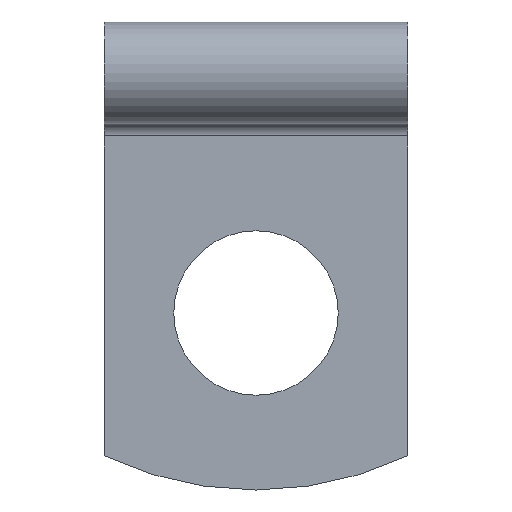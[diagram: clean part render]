
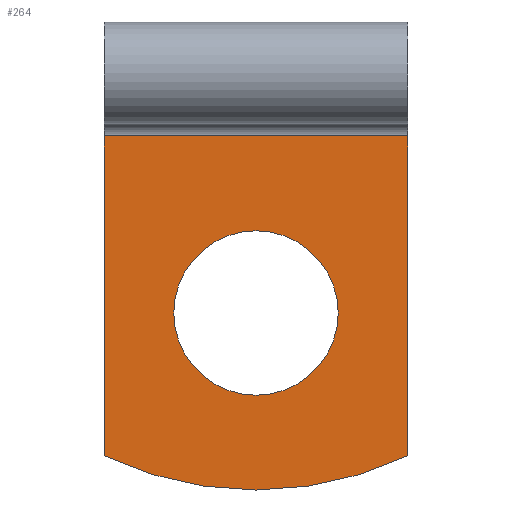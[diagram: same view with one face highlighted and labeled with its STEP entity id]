
A CAD part, left-side view. The second image highlights one B-rep face of the part: STEP entity #264.
In plain terms, the highlighted planar face has unit normal (-1, 0, 0).
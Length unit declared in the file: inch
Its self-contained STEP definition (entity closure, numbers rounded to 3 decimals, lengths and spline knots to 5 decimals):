
#11 = AXIS2_PLACEMENT_3D ( 'NONE', #640, #641, #694 ) ;
#64 = EDGE_CURVE ( 'NONE', #139, #667, #455, .T. ) ;
#81 = CARTESIAN_POINT ( 'NONE',  ( 0.0305, 0., -0.593 ) ) ;
#98 = ORIENTED_EDGE ( 'NONE', *, *, #586, .T. ) ;
#108 = ORIENTED_EDGE ( 'NONE', *, *, #651, .F. ) ;
#114 = DIRECTION ( 'NONE',  ( 0., 0., 1. ) ) ;
#139 = VERTEX_POINT ( 'NONE', #435 ) ;
#143 = DIRECTION ( 'NONE',  ( 0., 0., 1. ) ) ;
#157 = AXIS2_PLACEMENT_3D ( 'NONE', #81, #486, #143 ) ;
#158 = LINE ( 'NONE', #237, #597 ) ;
#163 = CARTESIAN_POINT ( 'NONE',  ( 0.0305, 0.375, -0.1559 ) ) ;
#168 = ORIENTED_EDGE ( 'NONE', *, *, #393, .T. ) ;
#200 = VERTEX_POINT ( 'NONE', #163 ) ;
#214 = DIRECTION ( 'NONE',  ( 0., 0., 1. ) ) ;
#221 = AXIS2_PLACEMENT_3D ( 'NONE', #307, #680, #589 ) ;
#237 = CARTESIAN_POINT ( 'NONE',  ( 0.0305, 0.375, -0.1559 ) ) ;
#241 = CARTESIAN_POINT ( 'NONE',  ( 0.0305, 0., -0.796 ) ) ;
#264 = ADVANCED_FACE ( 'NONE', ( #625, #366 ), #356, .F. ) ;
#275 = CARTESIAN_POINT ( 'NONE',  ( 0.0305, 0., -0.593 ) ) ;
#307 = CARTESIAN_POINT ( 'NONE',  ( 0.0305, 0.375, -1.03 ) ) ;
#308 = DIRECTION ( 'NONE',  ( 0., -1., 0. ) ) ;
#335 = VECTOR ( 'NONE', #114, 39.37008 ) ;
#356 = PLANE ( 'NONE',  #221 ) ;
#366 = FACE_OUTER_BOUND ( 'NONE', #398, .T. ) ;
#382 = CARTESIAN_POINT ( 'NONE',  ( 0.0305, -0.375, -0.1559 ) ) ;
#383 = VERTEX_POINT ( 'NONE', #382 ) ;
#393 = EDGE_CURVE ( 'NONE', #509, #383, #598, .T. ) ;
#398 = EDGE_LOOP ( 'NONE', ( #98, #168, #567, #108 ) ) ;
#407 = CARTESIAN_POINT ( 'NONE',  ( 0.0305, 0.375, -1.03 ) ) ;
#419 = EDGE_CURVE ( 'NONE', #667, #139, #546, .T. ) ;
#425 = EDGE_LOOP ( 'NONE', ( #448, #485 ) ) ;
#435 = CARTESIAN_POINT ( 'NONE',  ( 0.0305, 0., -0.39 ) ) ;
#448 = ORIENTED_EDGE ( 'NONE', *, *, #64, .F. ) ;
#455 = CIRCLE ( 'NONE', #157, 0.203 ) ;
#468 = CARTESIAN_POINT ( 'NONE',  ( 0.0305, -0.375, -0.94557 ) ) ;
#471 = CARTESIAN_POINT ( 'NONE',  ( 0.0305, 0.375, -0.94557 ) ) ;
#482 = LINE ( 'NONE', #407, #335 ) ;
#485 = ORIENTED_EDGE ( 'NONE', *, *, #419, .F. ) ;
#486 = DIRECTION ( 'NONE',  ( -1., 0., 0. ) ) ;
#499 = CARTESIAN_POINT ( 'NONE',  ( 0.0305, -0.375, -1.03 ) ) ;
#509 = VERTEX_POINT ( 'NONE', #468 ) ;
#526 = AXIS2_PLACEMENT_3D ( 'NONE', #275, #608, #214 ) ;
#546 = CIRCLE ( 'NONE', #526, 0.203 ) ;
#567 = ORIENTED_EDGE ( 'NONE', *, *, #689, .F. ) ;
#586 = EDGE_CURVE ( 'NONE', #627, #509, #726, .T. ) ;
#589 = DIRECTION ( 'NONE',  ( 0., 0., -1. ) ) ;
#597 = VECTOR ( 'NONE', #308, 39.37008 ) ;
#598 = LINE ( 'NONE', #499, #683 ) ;
#608 = DIRECTION ( 'NONE',  ( -1., 0., 0. ) ) ;
#625 = FACE_BOUND ( 'NONE', #425, .T. ) ;
#627 = VERTEX_POINT ( 'NONE', #471 ) ;
#640 = CARTESIAN_POINT ( 'NONE',  ( 0.0305, 0., -0.155 ) ) ;
#641 = DIRECTION ( 'NONE',  ( -1., 0., 0. ) ) ;
#651 = EDGE_CURVE ( 'NONE', #627, #200, #482, .T. ) ;
#667 = VERTEX_POINT ( 'NONE', #241 ) ;
#680 = DIRECTION ( 'NONE',  ( 1., 0., 0. ) ) ;
#683 = VECTOR ( 'NONE', #712, 39.37008 ) ;
#689 = EDGE_CURVE ( 'NONE', #200, #383, #158, .T. ) ;
#694 = DIRECTION ( 'NONE',  ( 0., 0., 1. ) ) ;
#712 = DIRECTION ( 'NONE',  ( 0., 0., 1. ) ) ;
#726 = CIRCLE ( 'NONE', #11, 0.875 ) ;
